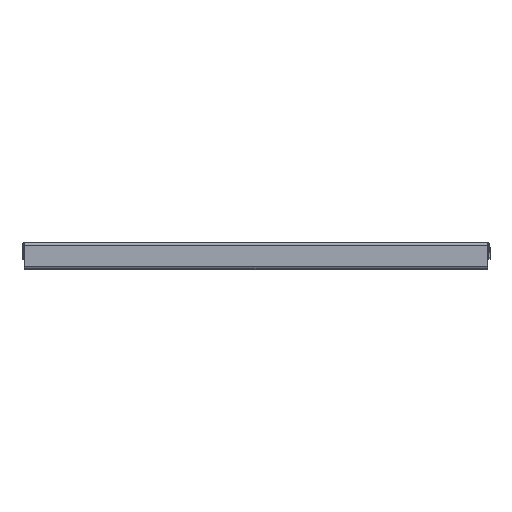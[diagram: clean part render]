
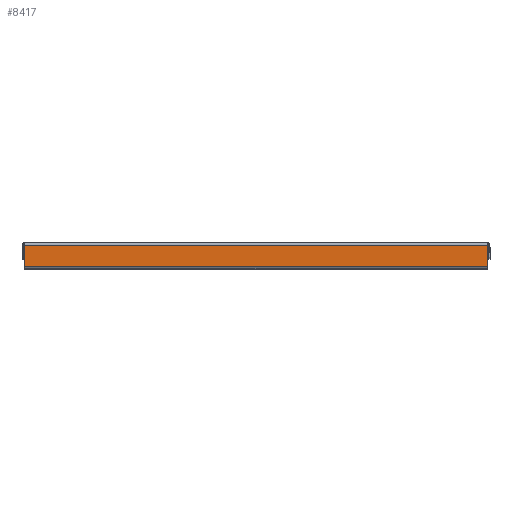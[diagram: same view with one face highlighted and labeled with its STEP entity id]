
A CAD part, top view. The second image highlights one B-rep face of the part: STEP entity #8417.
In plain terms, the highlighted planar face has unit normal (0, 0, 1).
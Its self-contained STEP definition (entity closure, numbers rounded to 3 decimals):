
#455 = DIRECTION ( 'NONE',  ( 0., -1., 0. ) ) ;
#523 = LINE ( 'NONE', #8853, #1092 ) ;
#1092 = VECTOR ( 'NONE', #6941, 1000. ) ;
#1422 = CARTESIAN_POINT ( 'NONE',  ( 296., -30., 249. ) ) ;
#1692 = VERTEX_POINT ( 'NONE', #3380 ) ;
#1802 = ORIENTED_EDGE ( 'NONE', *, *, #10264, .T. ) ;
#1880 = CARTESIAN_POINT ( 'NONE',  ( 296., -30., 249. ) ) ;
#2595 = VECTOR ( 'NONE', #7688, 1000. ) ;
#2604 = EDGE_CURVE ( 'NONE', #7199, #1692, #523, .T. ) ;
#3140 = LINE ( 'NONE', #5869, #2595 ) ;
#3380 = CARTESIAN_POINT ( 'NONE',  ( -296., -30., 249. ) ) ;
#3400 = CARTESIAN_POINT ( 'NONE',  ( 0., 0., 249. ) ) ;
#3889 = AXIS2_PLACEMENT_3D ( 'NONE', #3400, #7066, #10749 ) ;
#4084 = VECTOR ( 'NONE', #7755, 1000. ) ;
#4161 = CARTESIAN_POINT ( 'NONE',  ( -296., -3., 249. ) ) ;
#4317 = CARTESIAN_POINT ( 'NONE',  ( 296., -3., 249. ) ) ;
#4846 = VERTEX_POINT ( 'NONE', #4317 ) ;
#5032 = CARTESIAN_POINT ( 'NONE',  ( -296., -1.5, 249. ) ) ;
#5723 = VECTOR ( 'NONE', #455, 1000. ) ;
#5869 = CARTESIAN_POINT ( 'NONE',  ( 0., -3., 249. ) ) ;
#5989 = LINE ( 'NONE', #5032, #4084 ) ;
#6109 = EDGE_CURVE ( 'NONE', #4846, #7199, #8606, .T. ) ;
#6640 = ORIENTED_EDGE ( 'NONE', *, *, #6109, .F. ) ;
#6941 = DIRECTION ( 'NONE',  ( -1., 0., 0. ) ) ;
#7066 = DIRECTION ( 'NONE',  ( 0., 0., 1. ) ) ;
#7199 = VERTEX_POINT ( 'NONE', #1880 ) ;
#7688 = DIRECTION ( 'NONE',  ( -1., 0., 0. ) ) ;
#7755 = DIRECTION ( 'NONE',  ( 0., 1., 0. ) ) ;
#8086 = ORIENTED_EDGE ( 'NONE', *, *, #8850, .F. ) ;
#8417 = ADVANCED_FACE ( 'NONE', ( #9749 ), #11532, .T. ) ;
#8606 = LINE ( 'NONE', #1422, #5723 ) ;
#8850 = EDGE_CURVE ( 'NONE', #1692, #9881, #5989, .T. ) ;
#8853 = CARTESIAN_POINT ( 'NONE',  ( -296., -30., 249. ) ) ;
#9701 = ORIENTED_EDGE ( 'NONE', *, *, #2604, .F. ) ;
#9749 = FACE_OUTER_BOUND ( 'NONE', #9967, .T. ) ;
#9881 = VERTEX_POINT ( 'NONE', #4161 ) ;
#9967 = EDGE_LOOP ( 'NONE', ( #6640, #1802, #8086, #9701 ) ) ;
#10264 = EDGE_CURVE ( 'NONE', #4846, #9881, #3140, .T. ) ;
#10749 = DIRECTION ( 'NONE',  ( 0., -1., 0. ) ) ;
#11532 = PLANE ( 'NONE',  #3889 ) ;
